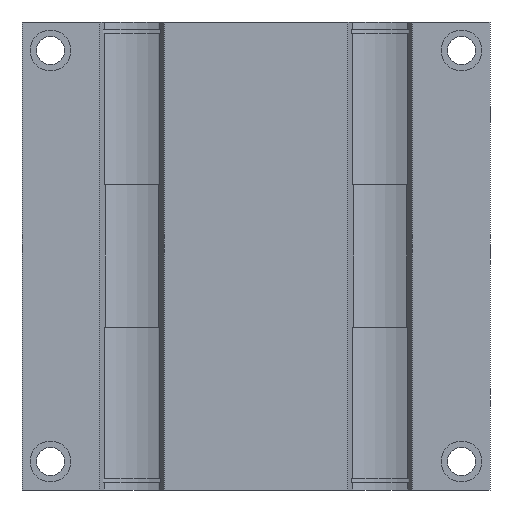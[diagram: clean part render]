
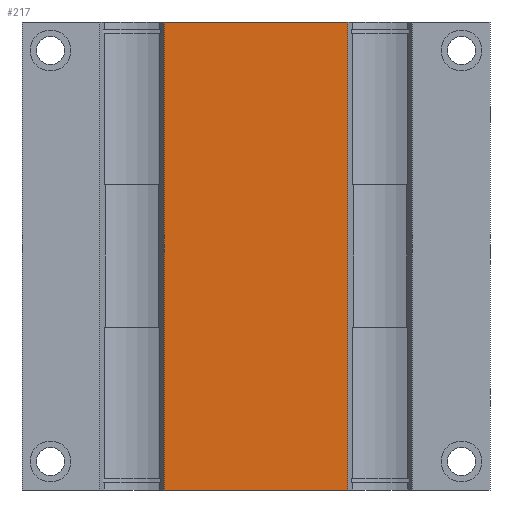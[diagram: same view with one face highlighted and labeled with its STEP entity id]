
A CAD part, front view. The second image highlights one B-rep face of the part: STEP entity #217.
In plain terms, the highlighted planar face has unit normal (0, -1, 0).
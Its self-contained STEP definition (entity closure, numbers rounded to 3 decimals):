
#217 = ADVANCED_FACE( '', ( #476 ), #477, .F. );
#476 = FACE_OUTER_BOUND( '', #736, .T. );
#477 = PLANE( '', #737 );
#736 = EDGE_LOOP( '', ( #1272, #1273, #1274, #1275 ) );
#737 = AXIS2_PLACEMENT_3D( '', #1276, #1277, #1278 );
#1272 = ORIENTED_EDGE( '', *, *, #1389, .F. );
#1273 = ORIENTED_EDGE( '', *, *, #1515, .F. );
#1274 = ORIENTED_EDGE( '', *, *, #1355, .F. );
#1275 = ORIENTED_EDGE( '', *, *, #1539, .T. );
#1276 = CARTESIAN_POINT( '', ( -115., 0., 230. ) );
#1277 = DIRECTION( '', ( 0., 1., 0. ) );
#1278 = DIRECTION( '', ( 0., 0., 1. ) );
#1355 = EDGE_CURVE( '', #1586, #1588, #1589, .T. );
#1389 = EDGE_CURVE( '', #1649, #1624, #1651, .T. );
#1515 = EDGE_CURVE( '', #1588, #1649, #1835, .T. );
#1539 = EDGE_CURVE( '', #1586, #1624, #1864, .T. );
#1586 = VERTEX_POINT( '', #1918 );
#1588 = VERTEX_POINT( '', #1921 );
#1589 = LINE( '', #1922, #1923 );
#1624 = VERTEX_POINT( '', #2033 );
#1649 = VERTEX_POINT( '', #2071 );
#1651 = LINE( '', #2074, #2075 );
#1835 = LINE( '', #2400, #2401 );
#1864 = LINE( '', #2441, #2442 );
#1918 = CARTESIAN_POINT( '', ( -45.136, 0., 0. ) );
#1921 = CARTESIAN_POINT( '', ( -45.136, 0., 230. ) );
#1922 = CARTESIAN_POINT( '', ( -45.136, 0., 230. ) );
#1923 = VECTOR( '', #2487, 1000. );
#2033 = CARTESIAN_POINT( '', ( 45.136, 0., 0. ) );
#2071 = CARTESIAN_POINT( '', ( 45.136, 0., 230. ) );
#2074 = CARTESIAN_POINT( '', ( 45.136, 0., 230. ) );
#2075 = VECTOR( '', #2523, 1000. );
#2400 = CARTESIAN_POINT( '', ( -115., 0., 230. ) );
#2401 = VECTOR( '', #2696, 1000. );
#2441 = CARTESIAN_POINT( '', ( -115., 0., 0. ) );
#2442 = VECTOR( '', #2717, 1000. );
#2487 = DIRECTION( '', ( 0., 0., 1. ) );
#2523 = DIRECTION( '', ( 0., 0., -1. ) );
#2696 = DIRECTION( '', ( 1., 0., 0. ) );
#2717 = DIRECTION( '', ( 1., 0., 0. ) );
